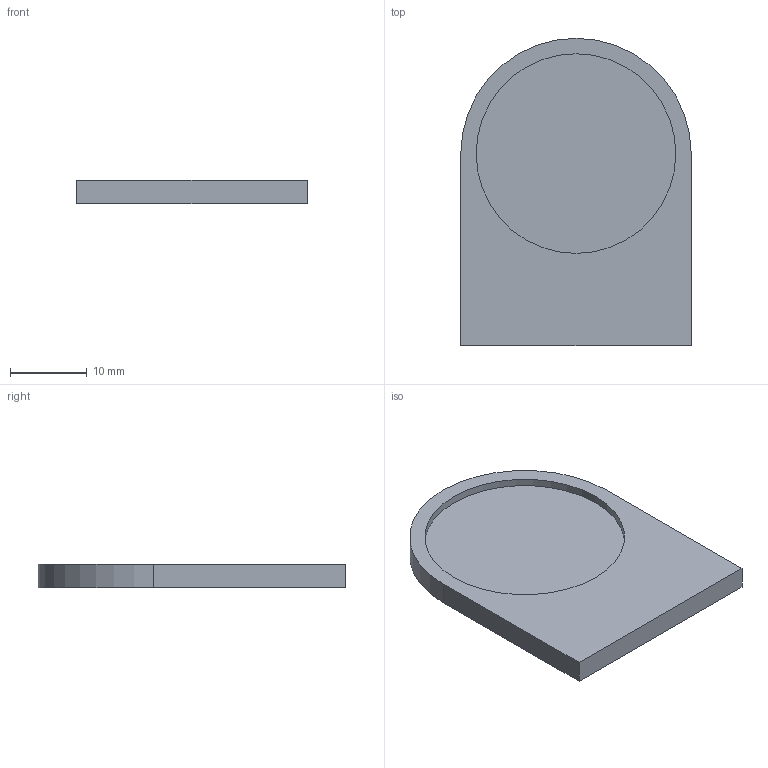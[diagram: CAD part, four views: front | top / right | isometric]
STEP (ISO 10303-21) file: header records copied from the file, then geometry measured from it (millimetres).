
FILE_DESCRIPTION(/* description */ (''),/* implementation_level */ '2;1');
FILE_NAME(/* name */ 'MirrorStencilBase V1.step',/* time_stamp */ '2026-01-22T12:30:51-05:00',/* author */ (''),/* organization */ (''),/* preprocessor_version */ 'ST-DEVELOPER v20.1',/* originating_system */ 'Autodesk Translation Framework v14.21.0.0',/* authorisation */ '');
FILE_SCHEMA (('AUTOMOTIVE_DESIGN { 1 0 10303 214 3 1 1 }'));
Length unit declared in the file: millimetre
Products named in the file (1): MirrorStencilBase V1
Bounding box: 30 x 40 x 3 mm (x, y, z)
Volume: 2779.4 mm3; surface area: 2669.9 mm2
Topology: 1 solids, 1 shells, 8 faces, 15 edges, 10 vertices
Faces by surface type: plane 6, cylinder 2
Full cylindrical faces by diameter (mm): 26 x1
Entity records: 236 total; most frequent: DIRECTION 37, CARTESIAN_POINT 34, ORIENTED_EDGE 30, EDGE_CURVE 15, AXIS2_PLACEMENT_3D 13, LINE 11, VECTOR 11, VERTEX_POINT 10
